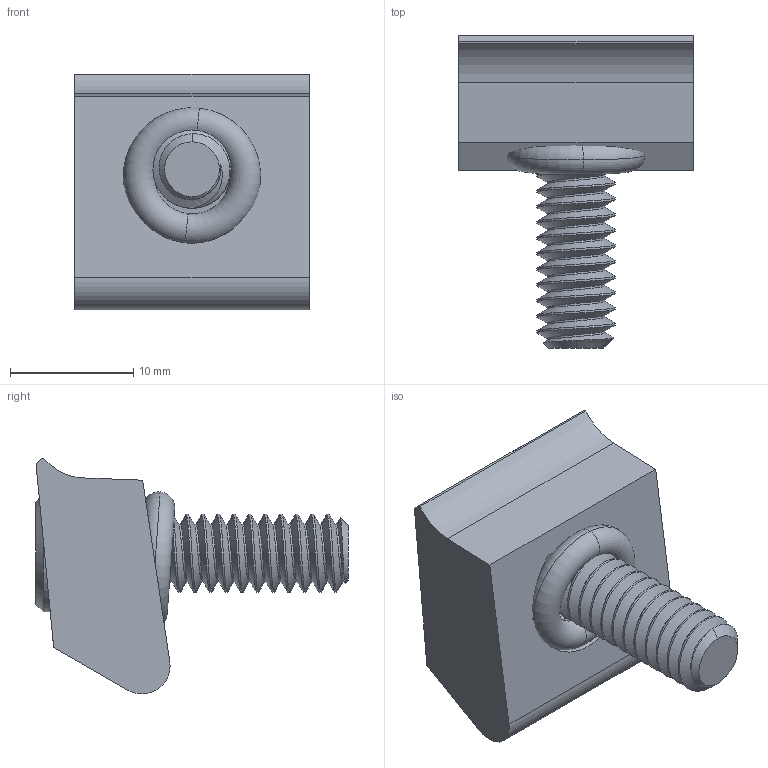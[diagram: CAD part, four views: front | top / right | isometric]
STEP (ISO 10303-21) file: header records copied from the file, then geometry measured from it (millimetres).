
FILE_DESCRIPTION (( 'STEP AP214' ), '1' );
FILE_NAME ('26050_DD PART for .STEP', '2022-02-17T21:40:00', ( '' ), ( '' ), 'SwSTEP 2.0', 'SolidWorks 2021', '' );
FILE_SCHEMA (( 'AUTOMOTIVE_DESIGN' ));
Length unit declared in the file: inch
Products named in the file (1): 26050_DD PART for 
Bounding box: 19.05 x 25.4 x 19.16 mm (x, y, z)
Volume: 3065.6 mm3; surface area: 2621.1 mm2
Topology: 3 solids, 3 shells, 116 faces, 303 edges, 195 vertices
Faces by surface type: cylinder 70, plane 24, cone 16, torus 4, bspline 2
Entity records: 6631 total; most frequent: CARTESIAN_POINT 2585, ORIENTED_EDGE 606, DIRECTION 434, EDGE_CURVE 303, VERTEX_POINT 195, AXIS2_PLACEMENT_3D 157, EDGE_LOOP 122, UNCERTAINTY_MEASURE_WITH_UNIT 121
